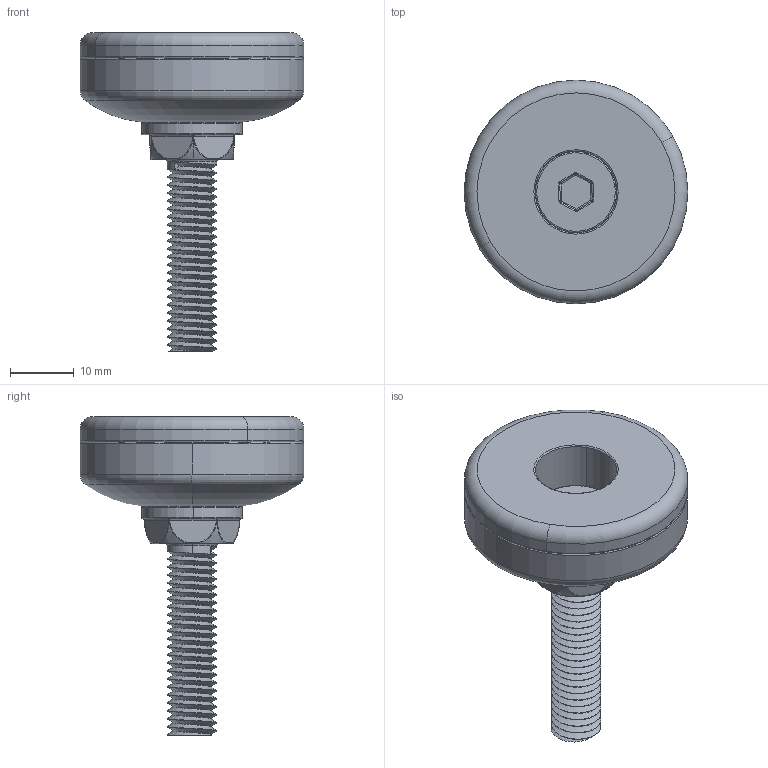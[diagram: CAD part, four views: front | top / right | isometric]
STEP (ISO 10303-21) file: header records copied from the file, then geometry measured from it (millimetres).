
FILE_DESCRIPTION (( 'STEP AP203' ), '1' );
FILE_NAME ('TX-35-M8-30.STEP', '2016-05-24T08:25:57', ( '' ), ( '' ), 'SwSTEP 2.0', 'SolidWorks 2010', '' );
FILE_SCHEMA (( 'CONFIG_CONTROL_DESIGN' ));
Length unit declared in the file: millimetre
Products named in the file (4): 鐵盤; 螺柱; 防滑墊; TX-35-M8-30
Assembly tree (3 placements, depth 2):
  TX-35-M8-30
    螺柱
    防滑墊
    鐵盤
Bounding box: 35 x 35 x 49.9 mm (x, y, z)
Volume: 13381.6 mm3; surface area: 8317.4 mm2
Topology: 3 solids, 3 shells, 221 faces, 504 edges, 290 vertices
Faces by surface type: cylinder 99, torus 60, plane 24, sphere 24, bspline 14
Entity records: 13046 total; most frequent: CARTESIAN_POINT 7939, DIRECTION 1038, ORIENTED_EDGE 992, EDGE_CURVE 496, AXIS2_PLACEMENT_3D 450, VERTEX_POINT 286, CIRCLE 237, EDGE_LOOP 230
